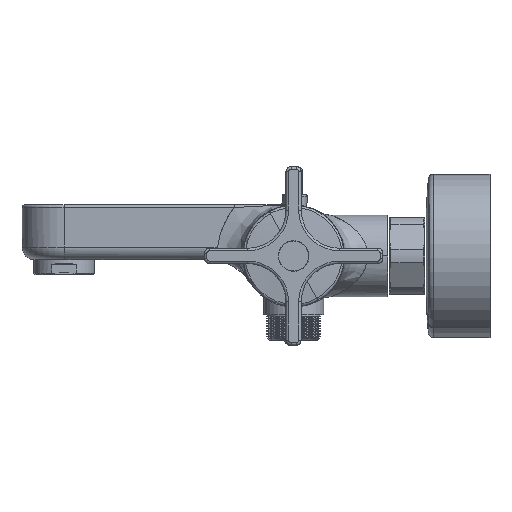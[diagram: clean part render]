
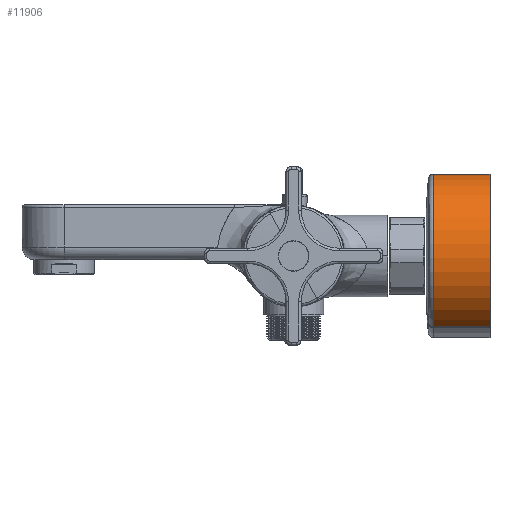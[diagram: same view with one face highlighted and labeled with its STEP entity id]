
A CAD part, left-side view. The second image highlights one B-rep face of the part: STEP entity #11906.
In plain terms, the highlighted cylindrical face has radius 32 mm (diameter 64 mm), a partial arc.
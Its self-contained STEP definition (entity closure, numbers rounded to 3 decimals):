
#11807=CARTESIAN_POINT('Vertex',(-59.658,-54.806,28.083)) ;
#11814=CARTESIAN_POINT('Vertex',(-90.342,-54.806,-28.083)) ;
#11835=CARTESIAN_POINT('Axis2P3D Location',(-75.,-54.806,0.)) ;
#11857=CARTESIAN_POINT('Vertex',(-59.658,-77.,28.083)) ;
#11859=CARTESIAN_POINT('Vertex',(-90.342,-77.,-28.083)) ;
#11862=CARTESIAN_POINT('Axis2P3D Location',(-75.,-77.,0.)) ;
#11877=CARTESIAN_POINT('Axis2P3D Location',(-75.,-64.5,0.)) ;
#11882=CARTESIAN_POINT('Line Origine',(-90.342,-64.5,-28.083)) ;
#11887=CARTESIAN_POINT('Line Origine',(-59.658,-64.5,28.083)) ;
#11884=VECTOR('Line Direction',#11883,1.) ;
#11889=VECTOR('Line Direction',#11888,1.) ;
#11836=DIRECTION('Axis2P3D Direction',(0.,1.,0.)) ;
#11863=DIRECTION('Axis2P3D Direction',(0.,1.,0.)) ;
#11878=DIRECTION('Axis2P3D Direction',(0.,1.,0.)) ;
#11879=DIRECTION('Axis2P3D XDirection',(-0.479,0.,-0.878)) ;
#11883=DIRECTION('Vector Direction',(0.,1.,0.)) ;
#11888=DIRECTION('Vector Direction',(0.,1.,0.)) ;
#11837=AXIS2_PLACEMENT_3D('Circle Axis2P3D',#11835,#11836,$) ;
#11864=AXIS2_PLACEMENT_3D('Circle Axis2P3D',#11862,#11863,$) ;
#11880=AXIS2_PLACEMENT_3D('Cylinder Axis2P3D',#11877,#11878,#11879) ;
#11885=LINE('Line',#11882,#11884) ;
#11890=LINE('Line',#11887,#11889) ;
#11838=CIRCLE('generated circle',#11837,32.) ;
#11865=CIRCLE('generated circle',#11864,32.) ;
#11881=CYLINDRICAL_SURFACE('generated cylinder',#11880,32.) ;
#11839=EDGE_CURVE('',#11815,#11808,#11838,.T.) ;
#11866=EDGE_CURVE('',#11860,#11858,#11865,.T.) ;
#11886=EDGE_CURVE('',#11860,#11815,#11885,.T.) ;
#11891=EDGE_CURVE('',#11858,#11808,#11890,.T.) ;
#11901=ORIENTED_EDGE('',*,*,#11891,.T.) ;
#11902=ORIENTED_EDGE('',*,*,#11839,.F.) ;
#11903=ORIENTED_EDGE('',*,*,#11886,.F.) ;
#11904=ORIENTED_EDGE('',*,*,#11866,.T.) ;
#11900=EDGE_LOOP('',(#11901,#11902,#11903,#11904)) ;
#11808=VERTEX_POINT('',#11807) ;
#11815=VERTEX_POINT('',#11814) ;
#11858=VERTEX_POINT('',#11857) ;
#11860=VERTEX_POINT('',#11859) ;
#11906=ADVANCED_FACE('PRRE.1\\P44019.1\\PartBody',(#11905),#11881,.T.) ;
#11905=FACE_OUTER_BOUND('',#11900,.T.) ;
